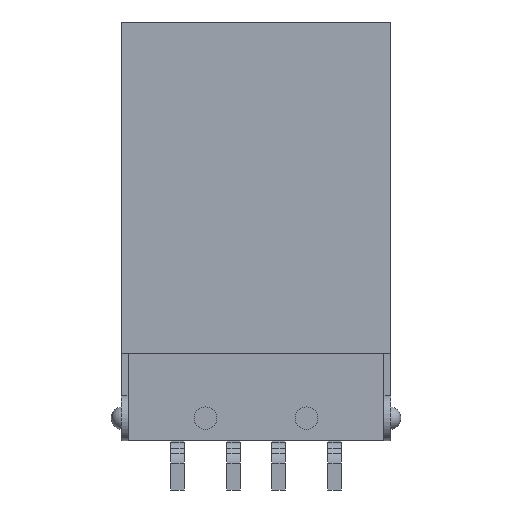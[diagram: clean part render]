
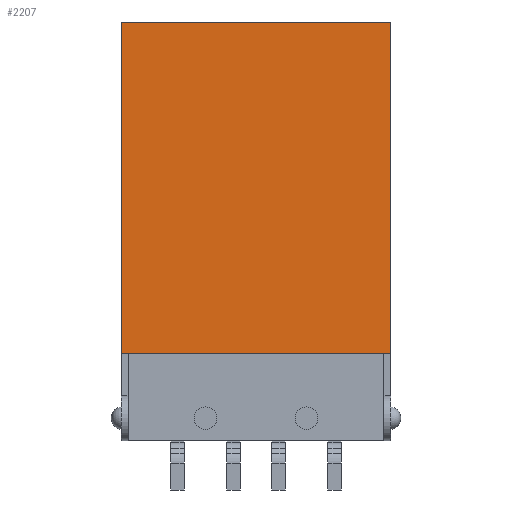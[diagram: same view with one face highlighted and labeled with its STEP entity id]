
A CAD part, front view. The second image highlights one B-rep face of the part: STEP entity #2207.
In plain terms, the highlighted planar face has unit normal (0, -1, 0).
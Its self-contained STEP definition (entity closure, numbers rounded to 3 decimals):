
#84=DIRECTION('',(-1.,0.,0.));
#85=VECTOR('',#84,12.);
#86=CARTESIAN_POINT('',(6.,-2.25,0.));
#87=LINE('',#86,#85);
#276=DIRECTION('',(0.,0.,1.));
#277=VECTOR('',#276,14.75);
#278=CARTESIAN_POINT('',(6.,-2.25,-14.75));
#279=LINE('',#278,#277);
#303=DIRECTION('',(1.,0.,0.));
#304=VECTOR('',#303,12.);
#305=CARTESIAN_POINT('',(-6.,-2.25,-14.75));
#306=LINE('',#305,#304);
#408=DIRECTION('',(0.,0.,1.));
#409=VECTOR('',#408,14.75);
#410=CARTESIAN_POINT('',(-6.,-2.25,-14.75));
#411=LINE('',#410,#409);
#1372=CARTESIAN_POINT('',(-6.,-2.25,0.));
#1374=VERTEX_POINT('',#1372);
#1376=CARTESIAN_POINT('',(6.,-2.25,0.));
#1377=VERTEX_POINT('',#1376);
#1421=CARTESIAN_POINT('',(6.,-2.25,-14.75));
#1423=VERTEX_POINT('',#1421);
#1594=CARTESIAN_POINT('',(-6.,-2.25,-14.75));
#1595=VERTEX_POINT('',#1594);
#2196=CARTESIAN_POINT('',(-6.,-2.25,0.));
#2197=DIRECTION('',(0.,-1.,0.));
#2198=DIRECTION('',(1.,0.,0.));
#2199=AXIS2_PLACEMENT_3D('',#2196,#2197,#2198);
#2200=PLANE('',#2199);
#2201=ORIENTED_EDGE('',*,*,#2017,.F.);
#2202=ORIENTED_EDGE('',*,*,#1830,.T.);
#2203=ORIENTED_EDGE('',*,*,#1799,.F.);
#2204=ORIENTED_EDGE('',*,*,#1990,.F.);
#2205=EDGE_LOOP('',(#2201,#2202,#2203,#2204));
#2206=FACE_OUTER_BOUND('',#2205,.F.);
#2207=ADVANCED_FACE('',(#2206),#2200,.T.);
#1799=EDGE_CURVE('',#1377,#1374,#87,.T.);
#1830=EDGE_CURVE('',#1595,#1374,#411,.T.);
#1990=EDGE_CURVE('',#1423,#1377,#279,.T.);
#2017=EDGE_CURVE('',#1595,#1423,#306,.T.);
